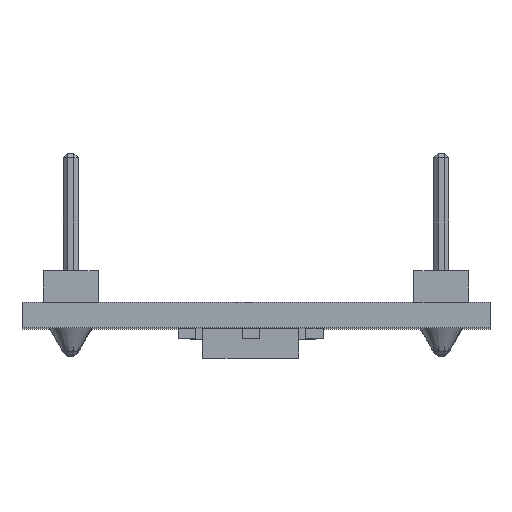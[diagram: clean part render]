
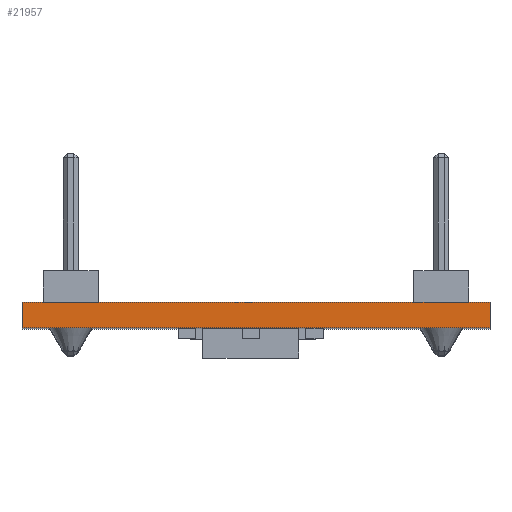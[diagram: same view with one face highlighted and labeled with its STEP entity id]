
A CAD part, top view. The second image highlights one B-rep face of the part: STEP entity #21957.
In plain terms, the highlighted planar face has unit normal (0, 0, 1).
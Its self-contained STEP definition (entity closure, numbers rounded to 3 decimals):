
#761=PLANE('',#23358);
#2053=FACE_OUTER_BOUND('',#3369,.T.);
#3369=EDGE_LOOP('',(#16219,#16220,#16221,#16222));
#5197=LINE('',#31217,#8043);
#5198=LINE('',#31220,#8044);
#5199=LINE('',#31222,#8045);
#5200=LINE('',#31223,#8046);
#8043=VECTOR('',#25488,10.);
#8044=VECTOR('',#25491,10.);
#8045=VECTOR('',#25492,10.);
#8046=VECTOR('',#25493,10.);
#10725=VERTEX_POINT('',#31213);
#10726=VERTEX_POINT('',#31215);
#10727=VERTEX_POINT('',#31219);
#10728=VERTEX_POINT('',#31221);
#12861=EDGE_CURVE('',#10725,#10726,#5197,.T.);
#12862=EDGE_CURVE('',#10727,#10725,#5198,.T.);
#12863=EDGE_CURVE('',#10728,#10726,#5199,.T.);
#12864=EDGE_CURVE('',#10727,#10728,#5200,.T.);
#16219=ORIENTED_EDGE('',*,*,#12862,.T.);
#16220=ORIENTED_EDGE('',*,*,#12861,.T.);
#16221=ORIENTED_EDGE('',*,*,#12863,.F.);
#16222=ORIENTED_EDGE('',*,*,#12864,.F.);
#21957=ADVANCED_FACE('',(#2053),#761,.T.);
#23358=AXIS2_PLACEMENT_3D('',#31218,#25489,#25490);
#25488=DIRECTION('',(0.,1.,0.));
#25489=DIRECTION('center_axis',(0.,0.,1.));
#25490=DIRECTION('ref_axis',(1.,0.,0.));
#25491=DIRECTION('',(1.,0.,0.));
#25492=DIRECTION('',(1.,0.,0.));
#25493=DIRECTION('',(0.,1.,0.));
#31213=CARTESIAN_POINT('',(11.,0.,15.5));
#31215=CARTESIAN_POINT('',(11.,1.2,15.5));
#31217=CARTESIAN_POINT('',(11.,0.,15.5));
#31218=CARTESIAN_POINT('Origin',(-11.,0.,15.5));
#31219=CARTESIAN_POINT('',(-11.,0.,15.5));
#31220=CARTESIAN_POINT('',(-11.,0.,15.5));
#31221=CARTESIAN_POINT('',(-11.,1.2,15.5));
#31222=CARTESIAN_POINT('',(-11.,1.2,15.5));
#31223=CARTESIAN_POINT('',(-11.,0.,15.5));
